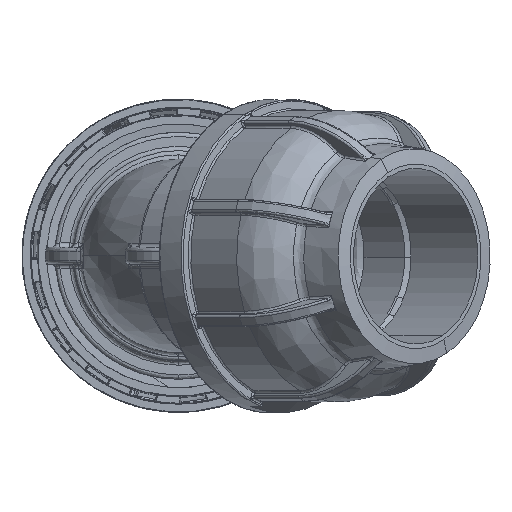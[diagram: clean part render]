
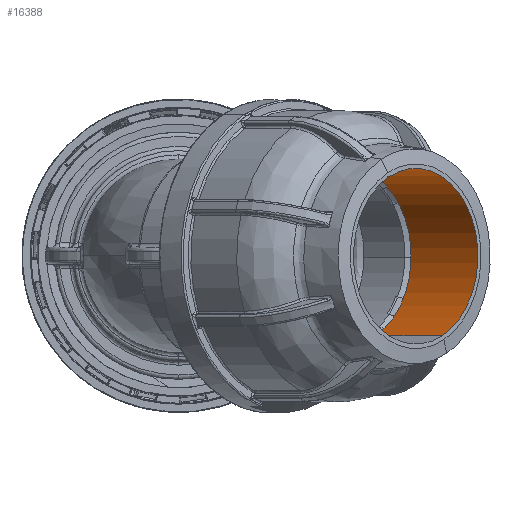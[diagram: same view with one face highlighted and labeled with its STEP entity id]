
A CAD part, left-side view. The second image highlights one B-rep face of the part: STEP entity #16388.
In plain terms, the highlighted cylindrical face has radius 20.5 mm (diameter 41 mm), a partial arc.
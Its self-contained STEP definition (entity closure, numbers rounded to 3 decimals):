
#1400 = CARTESIAN_POINT ( 'NONE',  ( -97.036, -49.037, 30.357 ) ) ;
#2013 = AXIS2_PLACEMENT_3D ( 'NONE', #48410, #22242, #8982 ) ;
#3658 = EDGE_LOOP ( 'NONE', ( #30444, #51681, #38052, #53073 ) ) ;
#4532 = CARTESIAN_POINT ( 'NONE',  ( -90.805, -55.268, 11.848 ) ) ;
#5831 = VERTEX_POINT ( 'NONE', #18779 ) ;
#7686 = EDGE_CURVE ( 'NONE', #17569, #31721, #19832, .T. ) ;
#8982 = DIRECTION ( 'NONE',  ( -0.304, 0.304, 0.903 ) ) ;
#11729 = DIRECTION ( 'NONE',  ( -0.707, -0.707, 0. ) ) ;
#16388 = ADVANCED_FACE ( 'NONE', ( #34576 ), #37958, .F. ) ;
#17569 = VERTEX_POINT ( 'NONE', #1400 ) ;
#18779 = CARTESIAN_POINT ( 'NONE',  ( -69.017, -45.944, -6.661 ) ) ;
#19306 = DIRECTION ( 'NONE',  ( -0.304, 0.304, 0.903 ) ) ;
#19832 = CIRCLE ( 'NONE', #36250, 20.5 ) ;
#20095 = EDGE_CURVE ( 'NONE', #5831, #31721, #32998, .T. ) ;
#22242 = DIRECTION ( 'NONE',  ( -0.707, -0.707, 0. ) ) ;
#23267 = CARTESIAN_POINT ( 'NONE',  ( -84.573, -61.5, -6.661 ) ) ;
#26881 = VECTOR ( 'NONE', #11729, 1000. ) ;
#27152 = DIRECTION ( 'NONE',  ( -0.304, 0.304, 0.903 ) ) ;
#28815 = VECTOR ( 'NONE', #44353, 1000. ) ;
#28903 = EDGE_CURVE ( 'NONE', #31274, #17569, #40369, .T. ) ;
#29542 = CARTESIAN_POINT ( 'NONE',  ( -84.573, -61.5, -6.661 ) ) ;
#30444 = ORIENTED_EDGE ( 'NONE', *, *, #36831, .T. ) ;
#31274 = VERTEX_POINT ( 'NONE', #42287 ) ;
#31721 = VERTEX_POINT ( 'NONE', #23267 ) ;
#31748 = AXIS2_PLACEMENT_3D ( 'NONE', #48796, #53500, #27152 ) ;
#32998 = LINE ( 'NONE', #29542, #26881 ) ;
#34456 = DIRECTION ( 'NONE',  ( 0.707, 0.707, 0. ) ) ;
#34576 = FACE_OUTER_BOUND ( 'NONE', #3658, .T. ) ;
#36250 = AXIS2_PLACEMENT_3D ( 'NONE', #4532, #34456, #19306 ) ;
#36831 = EDGE_CURVE ( 'NONE', #31274, #5831, #55320, .T. ) ;
#37958 = CYLINDRICAL_SURFACE ( 'NONE', #2013, 20.5 ) ;
#38052 = ORIENTED_EDGE ( 'NONE', *, *, #7686, .F. ) ;
#40369 = LINE ( 'NONE', #44542, #28815 ) ;
#42287 = CARTESIAN_POINT ( 'NONE',  ( -81.48, -33.48, 30.357 ) ) ;
#44353 = DIRECTION ( 'NONE',  ( -0.707, -0.707, 0. ) ) ;
#44542 = CARTESIAN_POINT ( 'NONE',  ( -97.036, -49.037, 30.357 ) ) ;
#48410 = CARTESIAN_POINT ( 'NONE',  ( -90.805, -55.268, 11.848 ) ) ;
#48796 = CARTESIAN_POINT ( 'NONE',  ( -75.248, -39.712, 11.848 ) ) ;
#51681 = ORIENTED_EDGE ( 'NONE', *, *, #20095, .T. ) ;
#53073 = ORIENTED_EDGE ( 'NONE', *, *, #28903, .F. ) ;
#53500 = DIRECTION ( 'NONE',  ( 0.707, 0.707, 0. ) ) ;
#55320 = CIRCLE ( 'NONE', #31748, 20.5 ) ;
